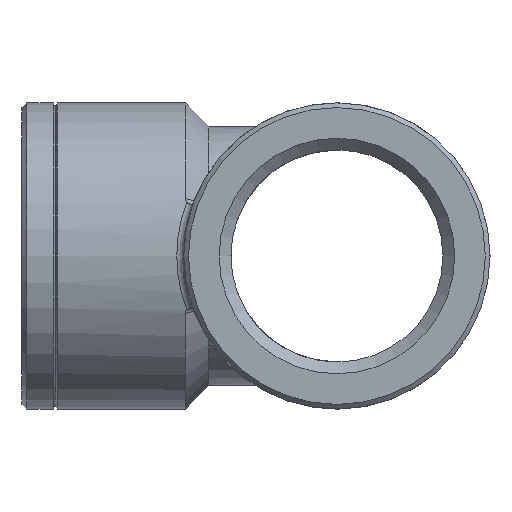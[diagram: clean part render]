
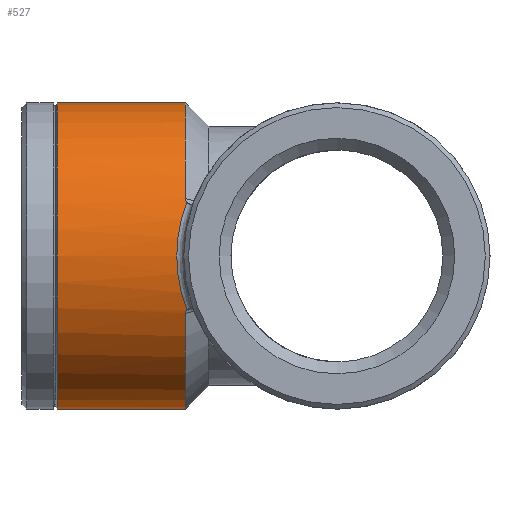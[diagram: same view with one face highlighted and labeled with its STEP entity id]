
A CAD part, left-side view. The second image highlights one B-rep face of the part: STEP entity #527.
In plain terms, the highlighted cylindrical face has radius 19.689 mm (diameter 39.378 mm), a full revolution.
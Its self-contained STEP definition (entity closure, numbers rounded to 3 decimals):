
#18=FACE_BOUND('',#162,.T.);
#62=CIRCLE('',#570,19.689);
#63=CIRCLE('',#572,19.689);
#64=CIRCLE('',#574,19.689);
#94=CYLINDRICAL_SURFACE('',#571,19.689);
#107=ELLIPSE('',#563,28.494,19.689);
#111=ELLIPSE('',#573,28.494,19.689);
#122=FACE_OUTER_BOUND('',#161,.T.);
#161=EDGE_LOOP('',(#403,#404,#405,#406,#407,#408,#409,#410));
#162=EDGE_LOOP('',(#411));
#224=B_SPLINE_CURVE_WITH_KNOTS('',3,(#839,#840,#841,#842,#843,#844,#845,
#846,#847,#848,#849,#850,#851),.UNSPECIFIED.,.F.,.F.,(4,3,3,3,4),(0.,0.025,
0.051,0.052,0.054),.UNSPECIFIED.);
#233=B_SPLINE_CURVE_WITH_KNOTS('',3,(#1013,#1014,#1015,#1016,#1017,#1018,
#1019,#1020,#1021,#1022,#1023,#1024,#1025),.UNSPECIFIED.,.F.,.F.,(4,3,3,
3,4),(0.251,0.254,0.27,0.294,
0.317),.UNSPECIFIED.);
#238=B_SPLINE_CURVE_WITH_KNOTS('',3,(#1073,#1074,#1075,#1076,#1077,#1078,
#1079,#1080,#1081,#1082),.UNSPECIFIED.,.F.,.F.,(4,3,3,4),(0.251,
0.27,0.294,0.317),.UNSPECIFIED.);
#239=B_SPLINE_CURVE_WITH_KNOTS('',3,(#1085,#1086,#1087,#1088,#1089,#1090,
#1091,#1092,#1093,#1094),.UNSPECIFIED.,.F.,.F.,(4,3,3,4),(0.,0.025,
0.051,0.054),.UNSPECIFIED.);
#252=VERTEX_POINT('',#833);
#253=VERTEX_POINT('',#838);
#257=VERTEX_POINT('',#932);
#262=VERTEX_POINT('',#1012);
#267=VERTEX_POINT('',#1063);
#268=VERTEX_POINT('',#1070);
#269=VERTEX_POINT('',#1072);
#270=VERTEX_POINT('',#1083);
#271=VERTEX_POINT('',#1095);
#308=EDGE_CURVE('',#252,#253,#224,.T.);
#313=EDGE_CURVE('',#257,#253,#107,.T.);
#319=EDGE_CURVE('',#257,#262,#233,.T.);
#326=EDGE_CURVE('',#267,#262,#62,.T.);
#328=EDGE_CURVE('',#252,#268,#63,.T.);
#329=EDGE_CURVE('',#269,#268,#238,.T.);
#330=EDGE_CURVE('',#270,#269,#111,.T.);
#331=EDGE_CURVE('',#267,#270,#239,.T.);
#332=EDGE_CURVE('',#271,#271,#64,.T.);
#403=ORIENTED_EDGE('',*,*,#313,.T.);
#404=ORIENTED_EDGE('',*,*,#308,.F.);
#405=ORIENTED_EDGE('',*,*,#328,.T.);
#406=ORIENTED_EDGE('',*,*,#329,.F.);
#407=ORIENTED_EDGE('',*,*,#330,.F.);
#408=ORIENTED_EDGE('',*,*,#331,.F.);
#409=ORIENTED_EDGE('',*,*,#326,.T.);
#410=ORIENTED_EDGE('',*,*,#319,.F.);
#411=ORIENTED_EDGE('',*,*,#332,.F.);
#527=ADVANCED_FACE('',(#122,#18),#94,.T.);
#563=AXIS2_PLACEMENT_3D('',#933,#640,#641);
#570=AXIS2_PLACEMENT_3D('',#1064,#654,#655);
#571=AXIS2_PLACEMENT_3D('',#1069,#656,#657);
#572=AXIS2_PLACEMENT_3D('',#1071,#658,#659);
#573=AXIS2_PLACEMENT_3D('',#1084,#660,#661);
#574=AXIS2_PLACEMENT_3D('',#1096,#662,#663);
#640=DIRECTION('center_axis',(-0.723,0.691,0.));
#641=DIRECTION('ref_axis',(0.691,0.723,0.));
#654=DIRECTION('center_axis',(0.,1.,0.));
#655=DIRECTION('ref_axis',(0.,0.,-1.));
#656=DIRECTION('center_axis',(0.,1.,0.));
#657=DIRECTION('ref_axis',(-1.,0.,0.));
#658=DIRECTION('center_axis',(0.,1.,0.));
#659=DIRECTION('ref_axis',(0.,0.,-1.));
#660=DIRECTION('center_axis',(-0.723,-0.691,0.));
#661=DIRECTION('ref_axis',(-0.691,0.723,0.));
#662=DIRECTION('center_axis',(0.,1.,0.));
#663=DIRECTION('ref_axis',(0.,0.,-1.));
#833=CARTESIAN_POINT('',(18.261,19.5,-7.361));
#838=CARTESIAN_POINT('',(18.435,19.286,-6.914));
#839=CARTESIAN_POINT('Ctrl Pts',(18.261,19.5,-7.361));
#840=CARTESIAN_POINT('Ctrl Pts',(18.292,19.5,-7.284));
#841=CARTESIAN_POINT('Ctrl Pts',(18.322,19.484,-7.21));
#842=CARTESIAN_POINT('Ctrl Pts',(18.35,19.452,-7.139));
#843=CARTESIAN_POINT('Ctrl Pts',(18.379,19.419,-7.064));
#844=CARTESIAN_POINT('Ctrl Pts',(18.404,19.371,-6.997));
#845=CARTESIAN_POINT('Ctrl Pts',(18.426,19.311,-6.938));
#846=CARTESIAN_POINT('Ctrl Pts',(18.428,19.307,-6.935));
#847=CARTESIAN_POINT('Ctrl Pts',(18.429,19.304,-6.931));
#848=CARTESIAN_POINT('Ctrl Pts',(18.43,19.3,-6.927));
#849=CARTESIAN_POINT('Ctrl Pts',(18.432,19.295,-6.923));
#850=CARTESIAN_POINT('Ctrl Pts',(18.434,19.291,-6.919));
#851=CARTESIAN_POINT('Ctrl Pts',(18.435,19.286,-6.914));
#932=CARTESIAN_POINT('',(18.435,19.286,6.914));
#933=CARTESIAN_POINT('Origin',(0.,0.,0.));
#1012=CARTESIAN_POINT('',(18.261,19.5,7.361));
#1013=CARTESIAN_POINT('Ctrl Pts',(18.435,19.286,6.914));
#1014=CARTESIAN_POINT('Ctrl Pts',(18.434,19.291,6.919));
#1015=CARTESIAN_POINT('Ctrl Pts',(18.432,19.295,6.923));
#1016=CARTESIAN_POINT('Ctrl Pts',(18.43,19.3,6.927));
#1017=CARTESIAN_POINT('Ctrl Pts',(18.419,19.331,6.957));
#1018=CARTESIAN_POINT('Ctrl Pts',(18.407,19.36,6.989));
#1019=CARTESIAN_POINT('Ctrl Pts',(18.394,19.385,7.024));
#1020=CARTESIAN_POINT('Ctrl Pts',(18.375,19.422,7.074));
#1021=CARTESIAN_POINT('Ctrl Pts',(18.354,19.451,7.129));
#1022=CARTESIAN_POINT('Ctrl Pts',(18.331,19.471,7.186));
#1023=CARTESIAN_POINT('Ctrl Pts',(18.309,19.49,7.243));
#1024=CARTESIAN_POINT('Ctrl Pts',(18.285,19.5,7.301));
#1025=CARTESIAN_POINT('Ctrl Pts',(18.261,19.5,7.361));
#1063=CARTESIAN_POINT('',(-18.261,19.5,7.361));
#1064=CARTESIAN_POINT('Origin',(0.,19.5,0.));
#1069=CARTESIAN_POINT('Origin',(0.,27.738,0.));
#1070=CARTESIAN_POINT('',(-18.261,19.5,-7.361));
#1071=CARTESIAN_POINT('Origin',(0.,19.5,0.));
#1072=CARTESIAN_POINT('',(-18.435,19.286,-6.914));
#1073=CARTESIAN_POINT('Ctrl Pts',(-18.436,19.286,-6.914));
#1074=CARTESIAN_POINT('Ctrl Pts',(-18.423,19.322,-6.948));
#1075=CARTESIAN_POINT('Ctrl Pts',(-18.409,19.356,-6.984));
#1076=CARTESIAN_POINT('Ctrl Pts',(-18.394,19.385,-7.024));
#1077=CARTESIAN_POINT('Ctrl Pts',(-18.375,19.422,-7.074));
#1078=CARTESIAN_POINT('Ctrl Pts',(-18.354,19.451,-7.129));
#1079=CARTESIAN_POINT('Ctrl Pts',(-18.331,19.471,-7.186));
#1080=CARTESIAN_POINT('Ctrl Pts',(-18.309,19.49,-7.243));
#1081=CARTESIAN_POINT('Ctrl Pts',(-18.285,19.5,-7.301));
#1082=CARTESIAN_POINT('Ctrl Pts',(-18.261,19.5,-7.361));
#1083=CARTESIAN_POINT('',(-18.435,19.286,6.914));
#1084=CARTESIAN_POINT('Origin',(0.,0.,0.));
#1085=CARTESIAN_POINT('Ctrl Pts',(-18.261,19.5,7.361));
#1086=CARTESIAN_POINT('Ctrl Pts',(-18.292,19.5,7.284));
#1087=CARTESIAN_POINT('Ctrl Pts',(-18.322,19.484,7.21));
#1088=CARTESIAN_POINT('Ctrl Pts',(-18.35,19.452,7.139));
#1089=CARTESIAN_POINT('Ctrl Pts',(-18.379,19.419,7.064));
#1090=CARTESIAN_POINT('Ctrl Pts',(-18.405,19.37,6.997));
#1091=CARTESIAN_POINT('Ctrl Pts',(-18.427,19.311,6.938));
#1092=CARTESIAN_POINT('Ctrl Pts',(-18.43,19.303,6.93));
#1093=CARTESIAN_POINT('Ctrl Pts',(-18.433,19.294,6.922));
#1094=CARTESIAN_POINT('Ctrl Pts',(-18.436,19.286,6.914));
#1095=CARTESIAN_POINT('',(-19.689,35.975,0.));
#1096=CARTESIAN_POINT('Origin',(0.,35.975,0.));
